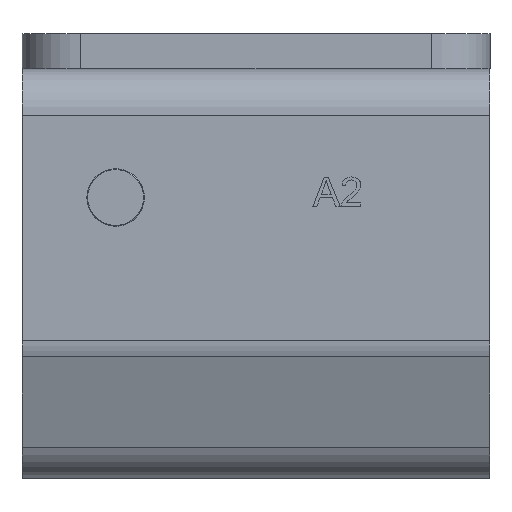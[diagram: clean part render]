
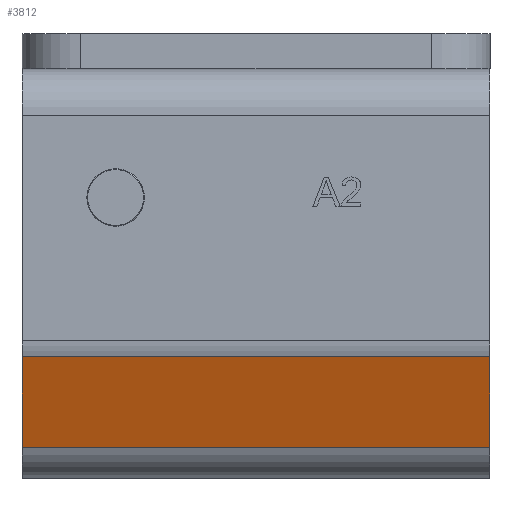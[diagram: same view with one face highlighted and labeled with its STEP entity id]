
A CAD part, left-side view. The second image highlights one B-rep face of the part: STEP entity #3812.
In plain terms, the highlighted planar face has unit normal (-0.94, 0, -0.342).
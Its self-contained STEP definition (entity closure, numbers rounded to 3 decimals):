
#417=FACE_OUTER_BOUND('',#644,.T.);
#644=EDGE_LOOP('',(#2923,#2924,#2925,#2926));
#978=LINE('',#6098,#1358);
#979=LINE('',#6101,#1359);
#980=LINE('',#6103,#1360);
#981=LINE('',#6104,#1361);
#1358=VECTOR('',#4776,10.);
#1359=VECTOR('',#4779,10.);
#1360=VECTOR('',#4780,10.);
#1361=VECTOR('',#4781,10.);
#1719=VERTEX_POINT('',#6091);
#1722=VERTEX_POINT('',#6096);
#1723=VERTEX_POINT('',#6100);
#1724=VERTEX_POINT('',#6102);
#2167=EDGE_CURVE('',#1722,#1719,#978,.T.);
#2168=EDGE_CURVE('',#1722,#1723,#979,.T.);
#2169=EDGE_CURVE('',#1724,#1723,#980,.T.);
#2170=EDGE_CURVE('',#1724,#1719,#981,.T.);
#2923=ORIENTED_EDGE('',*,*,#2167,.F.);
#2924=ORIENTED_EDGE('',*,*,#2168,.T.);
#2925=ORIENTED_EDGE('',*,*,#2169,.F.);
#2926=ORIENTED_EDGE('',*,*,#2170,.T.);
#3649=PLANE('',#4147);
#3812=ADVANCED_FACE('',(#417),#3649,.T.);
#4147=AXIS2_PLACEMENT_3D('',#6099,#4777,#4778);
#4776=DIRECTION('',(0.,1.,0.));
#4777=DIRECTION('center_axis',(-0.94,0.,-0.342));
#4778=DIRECTION('ref_axis',(-0.342,0.,0.94));
#4779=DIRECTION('',(-0.342,0.,0.94));
#4780=DIRECTION('',(0.,-1.,0.));
#4781=DIRECTION('',(0.342,0.,-0.94));
#6091=CARTESIAN_POINT('',(-15.433,20.,0.132));
#6096=CARTESIAN_POINT('',(-15.433,-20.,0.132));
#6098=CARTESIAN_POINT('',(-15.433,0.,0.132));
#6099=CARTESIAN_POINT('Origin',(-18.5,0.,8.559));
#6100=CARTESIAN_POINT('',(-18.259,-20.,7.896));
#6101=CARTESIAN_POINT('',(-14.475,-20.,-2.5));
#6102=CARTESIAN_POINT('',(-18.259,20.,7.896));
#6103=CARTESIAN_POINT('',(-18.259,0.,7.896));
#6104=CARTESIAN_POINT('',(-14.475,20.,-2.5));
